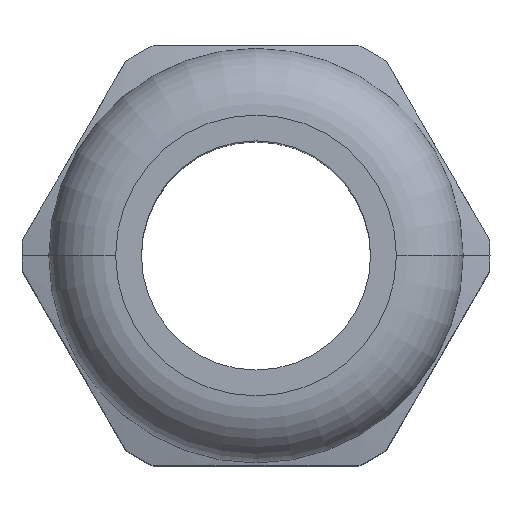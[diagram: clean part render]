
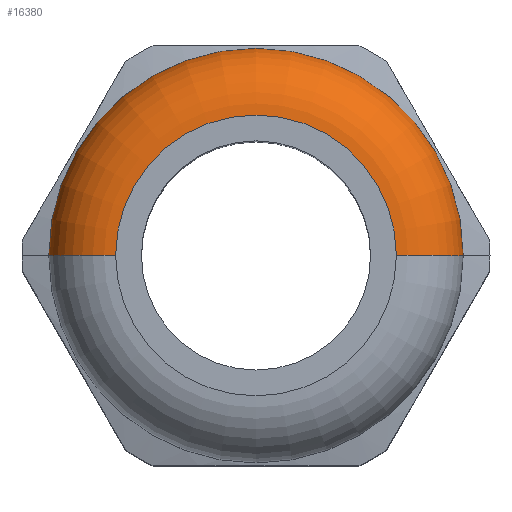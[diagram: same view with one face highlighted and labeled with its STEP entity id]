
A CAD part, top view. The second image highlights one B-rep face of the part: STEP entity #16380.
In plain terms, the highlighted toroidal (fillet/blend) face has major radius 7.35 mm and minor radius 3.5 mm.
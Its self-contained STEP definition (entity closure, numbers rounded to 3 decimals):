
#980=CARTESIAN_POINT('',(0.,24.39,0.));
#990=DIRECTION('',(0.,-1.,0.));
#1000=DIRECTION('',(-1.,0.,0.));
#1010=AXIS2_PLACEMENT_3D('',#980,#990,#1000);
#1020=CIRCLE('',#1010,7.35);
#1030=CARTESIAN_POINT('',(7.35,24.39,0.));
#1040=VERTEX_POINT('',#1030);
#1050=CARTESIAN_POINT('',(-7.35,24.39,0.));
#1060=VERTEX_POINT('',#1050);
#1090=EDGE_CURVE('',#1060,#1040,#1020,.T.);
#16050=CARTESIAN_POINT('',(0.,20.89,0.));
#16060=DIRECTION('',(0.,-1.,0.));
#16070=DIRECTION('',(-1.,0.,0.));
#16080=AXIS2_PLACEMENT_3D('',#16050,#16060,#16070);
#16090=TOROIDAL_SURFACE('',#16080,7.35,3.5);
#16100=CARTESIAN_POINT('',(-7.35,20.89,0.));
#16110=DIRECTION('',(0.,0.,-1.));
#16120=DIRECTION('',(-1.,0.,0.));
#16130=AXIS2_PLACEMENT_3D('',#16100,#16110,#16120);
#16140=CIRCLE('',#16130,3.5);
#16150=CARTESIAN_POINT('',(-10.85,20.89,0.));
#16160=VERTEX_POINT('',#16150);
#16170=EDGE_CURVE('',#16160,#1060,#16140,.T.);
#16180=ORIENTED_EDGE('',*,*,#16170,.T.);
#16190=CARTESIAN_POINT('',(0.,20.89,0.));
#16200=DIRECTION('',(0.,1.,0.));
#16210=DIRECTION('',(-1.,0.,0.));
#16220=AXIS2_PLACEMENT_3D('',#16190,#16200,#16210);
#16230=CIRCLE('',#16220,10.85);
#16240=CARTESIAN_POINT('',(10.85,20.89,0.));
#16250=VERTEX_POINT('',#16240);
#16260=EDGE_CURVE('',#16250,#16160,#16230,.T.);
#16270=ORIENTED_EDGE('',*,*,#16260,.T.);
#16280=CARTESIAN_POINT('',(7.35,20.89,0.));
#16290=DIRECTION('',(-0.,0.,1.));
#16300=DIRECTION('',(1.,0.,0.));
#16310=AXIS2_PLACEMENT_3D('',#16280,#16290,#16300);
#16320=CIRCLE('',#16310,3.5);
#16330=EDGE_CURVE('',#16250,#1040,#16320,.T.);
#16340=ORIENTED_EDGE('',*,*,#16330,.F.);
#16350=ORIENTED_EDGE('',*,*,#1090,.T.);
#16360=EDGE_LOOP('',(#16350,#16340,#16270,#16180));
#16370=FACE_OUTER_BOUND('',#16360,.T.);
#16380=ADVANCED_FACE('',(#16370),#16090,.T.);
